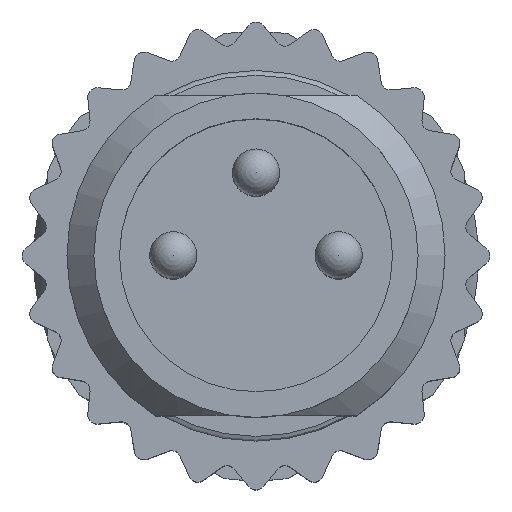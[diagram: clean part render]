
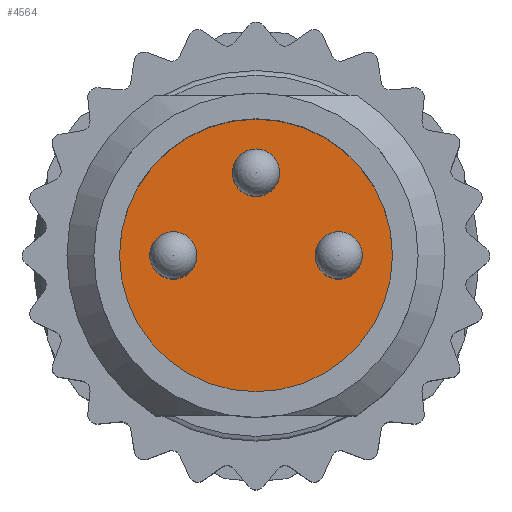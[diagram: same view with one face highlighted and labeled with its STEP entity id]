
A CAD part, top view. The second image highlights one B-rep face of the part: STEP entity #4564.
In plain terms, the highlighted planar face has unit normal (0, 0, 1).
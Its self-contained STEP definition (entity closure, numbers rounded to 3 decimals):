
#122=PLANE('',#4912);
#318=CIRCLE('',#4911,2.888);
#319=CIRCLE('',#4913,0.5);
#320=CIRCLE('',#4914,0.5);
#321=CIRCLE('',#4915,0.5);
#1202=ORIENTED_EDGE('',*,*,#1720,.T.);
#1203=ORIENTED_EDGE('',*,*,#1721,.T.);
#1204=ORIENTED_EDGE('',*,*,#1722,.T.);
#1205=ORIENTED_EDGE('',*,*,#1719,.F.);
#1719=EDGE_CURVE('',#2034,#2034,#318,.T.);
#1720=EDGE_CURVE('',#2035,#2035,#319,.F.);
#1721=EDGE_CURVE('',#2036,#2036,#320,.T.);
#1722=EDGE_CURVE('',#2037,#2037,#321,.T.);
#2034=VERTEX_POINT('',#6961);
#2035=VERTEX_POINT('',#6964);
#2036=VERTEX_POINT('',#6966);
#2037=VERTEX_POINT('',#6968);
#2788=EDGE_LOOP('',(#1202));
#2789=EDGE_LOOP('',(#1203));
#2790=EDGE_LOOP('',(#1204));
#2791=EDGE_LOOP('',(#1205));
#2998=FACE_BOUND('',#2788,.T.);
#2999=FACE_BOUND('',#2789,.T.);
#3000=FACE_BOUND('',#2790,.T.);
#3001=FACE_BOUND('',#2791,.T.);
#4564=ADVANCED_FACE('',(#2998,#2999,#3000,#3001),#122,.T.);
#4911=AXIS2_PLACEMENT_3D('',#6960,#5859,#5860);
#4912=AXIS2_PLACEMENT_3D('',#6962,#5861,#5862);
#4913=AXIS2_PLACEMENT_3D('',#6963,#5863,#5864);
#4914=AXIS2_PLACEMENT_3D('',#6965,#5865,#5866);
#4915=AXIS2_PLACEMENT_3D('',#6967,#5867,#5868);
#5859=DIRECTION('',(0.,0.,-1.));
#5860=DIRECTION('',(-1.,0.,0.));
#5861=DIRECTION('',(0.,0.,1.));
#5862=DIRECTION('',(1.,0.,0.));
#5863=DIRECTION('',(0.,0.,1.));
#5864=DIRECTION('',(1.,0.,0.));
#5865=DIRECTION('',(0.,0.,-1.));
#5866=DIRECTION('',(-1.,0.,0.));
#5867=DIRECTION('',(0.,0.,-1.));
#5868=DIRECTION('',(-1.,0.,0.));
#6960=CARTESIAN_POINT('',(0.,0.,2.85));
#6961=CARTESIAN_POINT('',(-2.888,0.,2.85));
#6962=CARTESIAN_POINT('',(0.,2.888,2.85));
#6963=CARTESIAN_POINT('',(0.,1.75,2.85));
#6964=CARTESIAN_POINT('',(0.5,1.75,2.85));
#6965=CARTESIAN_POINT('',(-1.75,0.,2.85));
#6966=CARTESIAN_POINT('',(-2.25,0.,2.85));
#6967=CARTESIAN_POINT('',(1.75,0.,2.85));
#6968=CARTESIAN_POINT('',(1.25,0.,2.85));
